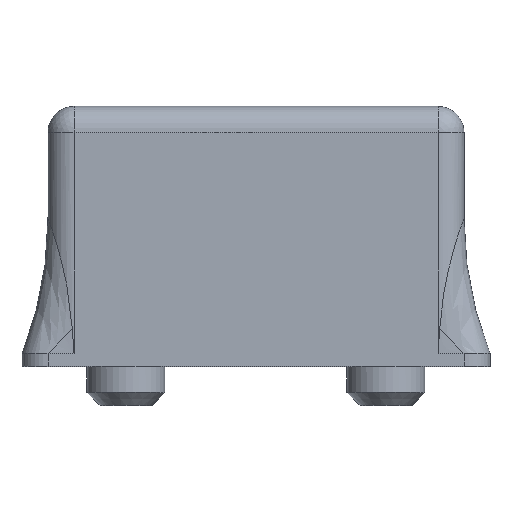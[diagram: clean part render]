
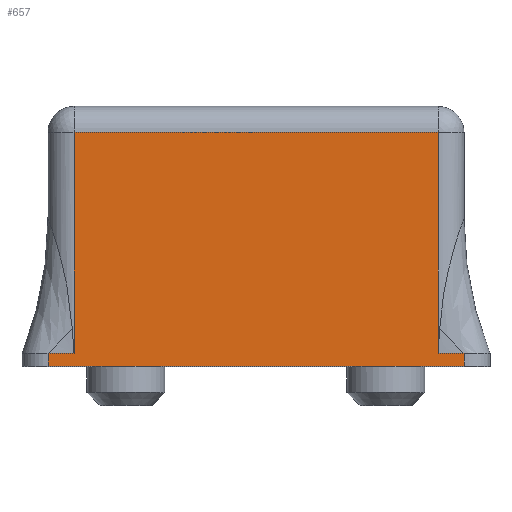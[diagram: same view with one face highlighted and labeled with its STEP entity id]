
A CAD part, top view. The second image highlights one B-rep face of the part: STEP entity #657.
In plain terms, the highlighted planar face has unit normal (0, 0, 1).
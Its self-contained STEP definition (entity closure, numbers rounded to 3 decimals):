
#32=PLANE('',#743);
#96=FACE_OUTER_BOUND('',#140,.T.);
#140=EDGE_LOOP('',(#580,#581,#582,#583,#584,#585,#586,#587));
#147=LINE('',#1077,#191);
#155=LINE('',#1282,#199);
#165=LINE('',#1307,#209);
#170=LINE('',#1332,#214);
#171=LINE('',#1336,#215);
#173=LINE('',#1344,#217);
#177=LINE('',#1357,#221);
#187=LINE('',#1392,#231);
#191=VECTOR('',#766,10.);
#199=VECTOR('',#796,10.);
#209=VECTOR('',#822,10.);
#214=VECTOR('',#857,10.);
#215=VECTOR('',#864,10.);
#217=VECTOR('',#874,10.);
#221=VECTOR('',#888,10.);
#231=VECTOR('',#932,10.);
#276=VERTEX_POINT('',#1005);
#280=VERTEX_POINT('',#1076);
#294=VERTEX_POINT('',#1240);
#295=VERTEX_POINT('',#1275);
#302=VERTEX_POINT('',#1306);
#307=VERTEX_POINT('',#1331);
#308=VERTEX_POINT('',#1340);
#313=VERTEX_POINT('',#1355);
#335=EDGE_CURVE('',#276,#280,#147,.T.);
#359=EDGE_CURVE('',#295,#294,#155,.T.);
#371=EDGE_CURVE('',#280,#302,#165,.T.);
#384=EDGE_CURVE('',#302,#307,#170,.T.);
#387=EDGE_CURVE('',#307,#295,#171,.T.);
#390=EDGE_CURVE('',#294,#308,#173,.T.);
#396=EDGE_CURVE('',#313,#276,#177,.T.);
#413=EDGE_CURVE('',#313,#308,#187,.T.);
#580=ORIENTED_EDGE('',*,*,#335,.F.);
#581=ORIENTED_EDGE('',*,*,#396,.F.);
#582=ORIENTED_EDGE('',*,*,#413,.T.);
#583=ORIENTED_EDGE('',*,*,#390,.F.);
#584=ORIENTED_EDGE('',*,*,#359,.F.);
#585=ORIENTED_EDGE('',*,*,#387,.F.);
#586=ORIENTED_EDGE('',*,*,#384,.F.);
#587=ORIENTED_EDGE('',*,*,#371,.F.);
#657=ADVANCED_FACE('',(#96),#32,.T.);
#743=AXIS2_PLACEMENT_3D('',#1391,#930,#931);
#766=DIRECTION('',(1.,0.,0.));
#796=DIRECTION('',(1.,0.,0.));
#822=DIRECTION('',(0.,1.,0.));
#857=DIRECTION('',(1.,0.,0.));
#864=DIRECTION('',(0.,-1.,0.));
#874=DIRECTION('',(0.,-1.,0.));
#888=DIRECTION('',(0.,1.,0.));
#930=DIRECTION('center_axis',(0.,0.,1.));
#931=DIRECTION('ref_axis',(1.,0.,0.));
#932=DIRECTION('',(1.,0.,0.));
#1005=CARTESIAN_POINT('',(1.,0.5,0.));
#1076=CARTESIAN_POINT('',(2.,0.5,0.));
#1077=CARTESIAN_POINT('',(4.5,0.5,0.));
#1240=CARTESIAN_POINT('',(17.,0.5,0.));
#1275=CARTESIAN_POINT('',(16.,0.5,0.));
#1282=CARTESIAN_POINT('',(4.5,0.5,0.));
#1306=CARTESIAN_POINT('',(2.,9.,0.));
#1307=CARTESIAN_POINT('',(2.,0.25,0.));
#1331=CARTESIAN_POINT('',(16.,9.,0.));
#1332=CARTESIAN_POINT('',(4.5,9.,0.));
#1336=CARTESIAN_POINT('',(16.,0.25,0.));
#1340=CARTESIAN_POINT('',(17.,0.,0.));
#1344=CARTESIAN_POINT('',(17.,0.,0.));
#1355=CARTESIAN_POINT('',(1.,0.,0.));
#1357=CARTESIAN_POINT('',(1.,0.,0.));
#1391=CARTESIAN_POINT('Origin',(0.,0.,0.));
#1392=CARTESIAN_POINT('',(0.,0.,0.));
